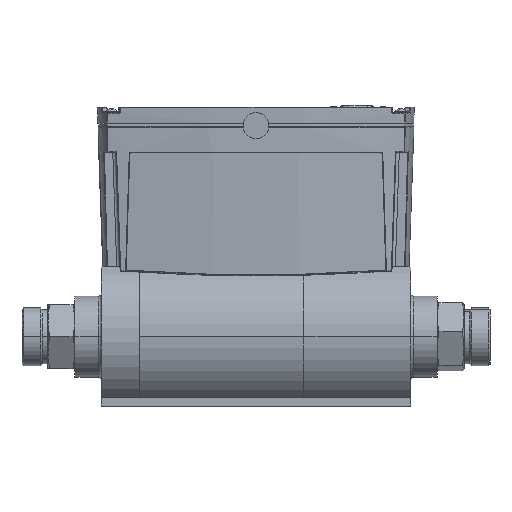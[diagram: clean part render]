
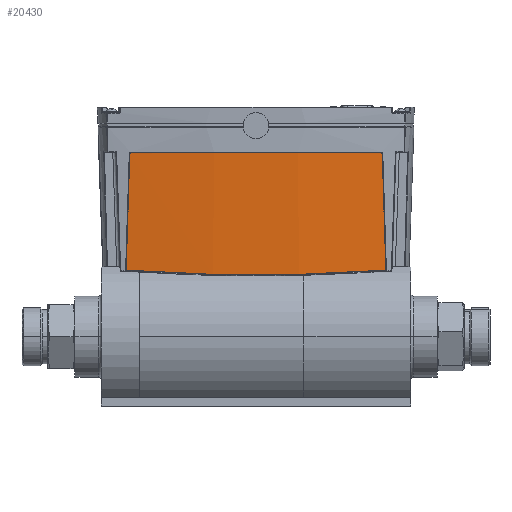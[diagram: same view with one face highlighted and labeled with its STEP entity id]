
A CAD part, top view. The second image highlights one B-rep face of the part: STEP entity #20430.
In plain terms, the highlighted cylindrical face has radius 685.838 mm (diameter 1371.68 mm), a partial arc.
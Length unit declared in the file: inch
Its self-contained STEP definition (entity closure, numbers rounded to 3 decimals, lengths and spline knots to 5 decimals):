
#143 = CARTESIAN_POINT ( 'NONE',  ( 8.08647, 3.95828, 1.00673 ) ) ;
#327 = CARTESIAN_POINT ( 'NONE',  ( 13.52913, 3.9507, 1.0062 ) ) ;
#1708 = EDGE_CURVE ( 'NONE', #38105, #26864, #20447, .T. ) ;
#2762 = CARTESIAN_POINT ( 'NONE',  ( 13.6083, 1.43349, 0.91108 ) ) ;
#4029 = CARTESIAN_POINT ( 'NONE',  ( 8.00471, 1.43349, 0.91108 ) ) ;
#4407 = CARTESIAN_POINT ( 'NONE',  ( 8.0829, 3.94306, 1.00584 ) ) ;
#5386 = CYLINDRICAL_SURFACE ( 'NONE', #41646, 27.0015 ) ;
#5994 = B_SPLINE_CURVE_WITH_KNOTS ( 'NONE', 3,
 ( #38337, #17112, #21418, #51128, #25731, #143, #29970, #4407 ),
 .UNSPECIFIED., .F., .F.,
 ( 4, 2, 2, 4 ),
 ( 0., 0.00029, 0.00058, 0.00116 ),
 .UNSPECIFIED. ) ;
#7007 = CARTESIAN_POINT ( 'NONE',  ( 9.01059, 3.97206, 1.09993 ) ) ;
#7080 = EDGE_CURVE ( 'NONE', #19652, #38191, #30803, .T. ) ;
#8344 = CARTESIAN_POINT ( 'NONE',  ( 8.93865, 1.36603, 1.00625 ) ) ;
#8965 = EDGE_CURVE ( 'NONE', #38191, #39701, #37187, .T. ) ;
#9386 = CARTESIAN_POINT ( 'NONE',  ( 8.03077, 2.27002, 0.94271 ) ) ;
#9527 = EDGE_LOOP ( 'NONE', ( #28895, #28497, #54397, #42729, #32119, #49331 ) ) ;
#12650 = CARTESIAN_POINT ( 'NONE',  ( 12.67437, 1.36603, 1.00625 ) ) ;
#13207 = CARTESIAN_POINT ( 'NONE',  ( 13.52383, 3.96092, 1.00709 ) ) ;
#15160 = B_SPLINE_CURVE_WITH_KNOTS ( 'NONE', 3,
 ( #2762, #28323, #15663, #45423 ),
 .UNSPECIFIED., .F., .F.,
 ( 4, 4 ),
 ( 0., 0.06382 ),
 .UNSPECIFIED. ) ;
#15663 = CARTESIAN_POINT ( 'NONE',  ( 13.55618, 3.10654, 0.97429 ) ) ;
#16625 = CARTESIAN_POINT ( 'NONE',  ( 10.80651, 2.26513, -25.93195 ) ) ;
#17112 = CARTESIAN_POINT ( 'NONE',  ( 8.10878, 3.972, 1.00945 ) ) ;
#17309 = EDGE_CURVE ( 'NONE', #39701, #53521, #5994, .T. ) ;
#17481 = CARTESIAN_POINT ( 'NONE',  ( 13.50809, 3.972, 1.00906 ) ) ;
#18658 = CARTESIAN_POINT ( 'NONE',  ( 8.11263, 3.972, 1.00984 ) ) ;
#19652 = VERTEX_POINT ( 'NONE', #48129 ) ;
#19986 = EDGE_CURVE ( 'NONE', #53521, #38105, #38115, .T. ) ;
#20430 = ADVANCED_FACE ( 'NONE', ( #22125 ), #5386, .T. ) ;
#20447 = B_SPLINE_CURVE_WITH_KNOTS ( 'NONE', 3,
 ( #4029, #8344, #33912, #12650, #42412 ),
 .UNSPECIFIED., .F., .F.,
 ( 4, 1, 4 ),
 ( 0., 0.07117, 0.14233 ),
 .UNSPECIFIED. ) ;
#20701 = DIRECTION ( 'NONE',  ( 0., 0.999, 0.035 ) ) ;
#21418 = CARTESIAN_POINT ( 'NONE',  ( 8.105, 3.97126, 1.00905 ) ) ;
#22125 = FACE_OUTER_BOUND ( 'NONE', #9527, .T. ) ;
#22922 = CARTESIAN_POINT ( 'NONE',  ( 13.6083, 1.43349, 0.91108 ) ) ;
#25731 = CARTESIAN_POINT ( 'NONE',  ( 8.09466, 3.96625, 1.00783 ) ) ;
#26864 = VERTEX_POINT ( 'NONE', #22922 ) ;
#28323 = CARTESIAN_POINT ( 'NONE',  ( 13.58224, 2.27002, 0.94271 ) ) ;
#28497 = ORIENTED_EDGE ( 'NONE', *, *, #1708, .T. ) ;
#28895 = ORIENTED_EDGE ( 'NONE', *, *, #19986, .T. ) ;
#29970 = CARTESIAN_POINT ( 'NONE',  ( 8.08314, 3.9508, 1.00613 ) ) ;
#30148 = CARTESIAN_POINT ( 'NONE',  ( 13.52999, 3.94693, 1.00598 ) ) ;
#30609 = CARTESIAN_POINT ( 'NONE',  ( 8.0829, 3.94306, 1.00584 ) ) ;
#30803 = B_SPLINE_CURVE_WITH_KNOTS ( 'NONE', 3,
 ( #34454, #30148, #327, #38706, #13207, #42984, #17481, #47237 ),
 .UNSPECIFIED., .F., .F.,
 ( 4, 2, 2, 4 ),
 ( 0., 0.00029, 0.00058, 0.00116 ),
 .UNSPECIFIED. ) ;
#32119 = ORIENTED_EDGE ( 'NONE', *, *, #8965, .T. ) ;
#32589 = CARTESIAN_POINT ( 'NONE',  ( 10.80651, 3.97215, 1.18935 ) ) ;
#33327 = EDGE_CURVE ( 'NONE', #26864, #19652, #15160, .T. ) ;
#33912 = CARTESIAN_POINT ( 'NONE',  ( 10.80651, 1.29877, 1.10062 ) ) ;
#34454 = CARTESIAN_POINT ( 'NONE',  ( 13.53011, 3.94306, 1.00584 ) ) ;
#34912 = CARTESIAN_POINT ( 'NONE',  ( 8.05683, 3.10654, 0.97429 ) ) ;
#36842 = CARTESIAN_POINT ( 'NONE',  ( 8.11263, 3.972, 1.00984 ) ) ;
#37187 = B_SPLINE_CURVE_WITH_KNOTS ( 'NONE', 3,
 ( #45006, #53730, #32589, #7007, #36842 ),
 .UNSPECIFIED., .F., .F.,
 ( 4, 1, 4 ),
 ( 0., 0.06842, 0.13685 ),
 .UNSPECIFIED. ) ;
#38105 = VERTEX_POINT ( 'NONE', #43547 ) ;
#38115 = B_SPLINE_CURVE_WITH_KNOTS ( 'NONE', 3,
 ( #30609, #34912, #9386, #39173 ),
 .UNSPECIFIED., .F., .F.,
 ( 4, 4 ),
 ( 0., 0.06382 ),
 .UNSPECIFIED. ) ;
#38191 = VERTEX_POINT ( 'NONE', #40013 ) ;
#38337 = CARTESIAN_POINT ( 'NONE',  ( 8.11263, 3.972, 1.00984 ) ) ;
#38706 = CARTESIAN_POINT ( 'NONE',  ( 13.52605, 3.95772, 1.00676 ) ) ;
#39173 = CARTESIAN_POINT ( 'NONE',  ( 8.00471, 1.43349, 0.91108 ) ) ;
#39701 = VERTEX_POINT ( 'NONE', #18658 ) ;
#39989 = CARTESIAN_POINT ( 'NONE',  ( 8.0829, 3.94306, 1.00584 ) ) ;
#40013 = CARTESIAN_POINT ( 'NONE',  ( 13.50038, 3.972, 1.00984 ) ) ;
#41646 = AXIS2_PLACEMENT_3D ( 'NONE', #16625, #20701, #42288 ) ;
#42288 = DIRECTION ( 'NONE',  ( 1., 0., 0. ) ) ;
#42412 = CARTESIAN_POINT ( 'NONE',  ( 13.6083, 1.43349, 0.91108 ) ) ;
#42729 = ORIENTED_EDGE ( 'NONE', *, *, #7080, .T. ) ;
#42984 = CARTESIAN_POINT ( 'NONE',  ( 13.51563, 3.9689, 1.0082 ) ) ;
#43547 = CARTESIAN_POINT ( 'NONE',  ( 8.00471, 1.43349, 0.91108 ) ) ;
#45006 = CARTESIAN_POINT ( 'NONE',  ( 13.50038, 3.972, 1.00984 ) ) ;
#45423 = CARTESIAN_POINT ( 'NONE',  ( 13.53011, 3.94306, 1.00584 ) ) ;
#47237 = CARTESIAN_POINT ( 'NONE',  ( 13.50038, 3.972, 1.00984 ) ) ;
#48129 = CARTESIAN_POINT ( 'NONE',  ( 13.53011, 3.94306, 1.00584 ) ) ;
#49331 = ORIENTED_EDGE ( 'NONE', *, *, #17309, .T. ) ;
#51128 = CARTESIAN_POINT ( 'NONE',  ( 8.09791, 3.96838, 1.00823 ) ) ;
#53521 = VERTEX_POINT ( 'NONE', #39989 ) ;
#53730 = CARTESIAN_POINT ( 'NONE',  ( 12.60242, 3.97206, 1.09993 ) ) ;
#54397 = ORIENTED_EDGE ( 'NONE', *, *, #33327, .T. ) ;
